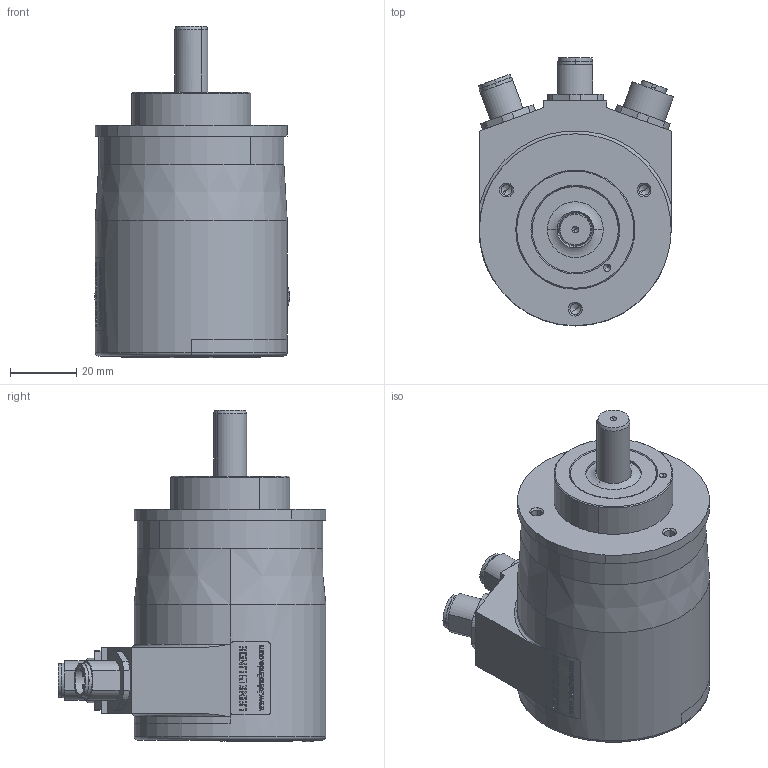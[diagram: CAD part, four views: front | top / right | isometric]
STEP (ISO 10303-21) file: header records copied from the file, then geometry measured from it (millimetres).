
FILE_DESCRIPTION((''),'2;1');
FILE_NAME('577835','2011-01-14T',('se2802'),(''),'PRO/ENGINEER BY PARAMETRIC TECHNOLOGY CORPORATION, 2010180','PRO/ENGINEER BY PARAMETRIC TECHNOLOGY CORPORATION, 2010180','');
FILE_SCHEMA(('CONFIG_CONTROL_DESIGN'));
Products named in the file (1): 577835
Bounding box: 59 x 81 x 100.23 mm (x, y, z)
Volume: 97034.2 mm3; surface area: 62781.8 mm2
Topology: 2 solids, 4 shells, 5372 faces, 14175 edges, 9389 vertices
Faces by surface type: plane 4212, cylinder 631, extrusion 324, cone 106, torus 63, bspline 23, sphere 11, revolution 2
Entity records: 169420 total; most frequent: CARTESIAN_POINT 36090, ORIENTED_EDGE 28258, DIRECTION 25354, EDGE_CURVE 14129, VECTOR 11726, LINE 11402, VERTEX_POINT 9389, AXIS2_PLACEMENT_3D 6813
